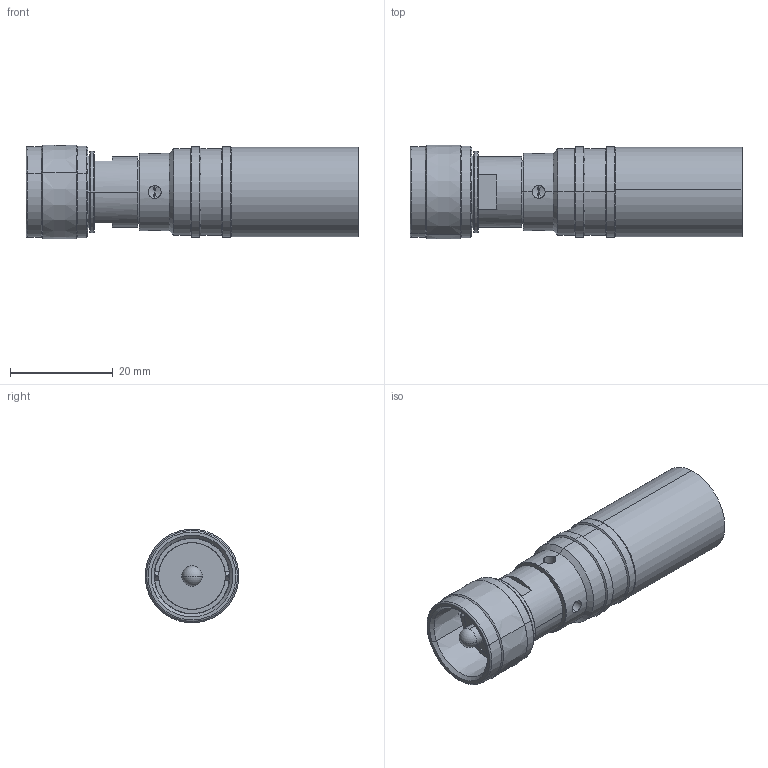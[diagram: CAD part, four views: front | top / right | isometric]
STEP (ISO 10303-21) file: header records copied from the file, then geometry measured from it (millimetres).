
FILE_DESCRIPTION (( 'STEP AP214' ), '1' );
FILE_NAME ('3190-8036(EZ-600-UM-X)_SD.STEP', '2020-11-10T04:53:06', ( '' ), ( '' ), 'SwSTEP 2.0', 'SolidWorks 2018', '' );
FILE_SCHEMA (( 'AUTOMOTIVE_DESIGN' ));
Length unit declared in the file: millimetre
Products named in the file (5): 3192-6042_SD; Combination ^3192-6042; 3192-6038_SD; SD^3192-6038; 3190-8036(EZ-600-UM-X)_SD
Assembly tree (4 placements, depth 3):
  3190-8036(EZ-600-UM-X)_SD
    3192-6038_SD
      SD^3192-6038
    3192-6042_SD
      Combination ^3192-6042
Bounding box: 64.5 x 18.15 x 18.15 mm (x, y, z)
Volume: 10570.9 mm3; surface area: 7086.7 mm2
Topology: 3 solids, 3 shells, 137 faces, 302 edges, 177 vertices
Faces by surface type: cone 50, cylinder 46, plane 33, torus 6, sphere 2
Entity records: 4015 total; most frequent: CARTESIAN_POINT 803, DIRECTION 722, ORIENTED_EDGE 584, AXIS2_PLACEMENT_3D 304, EDGE_CURVE 292, VERTEX_POINT 177, CIRCLE 158, EDGE_LOOP 155
